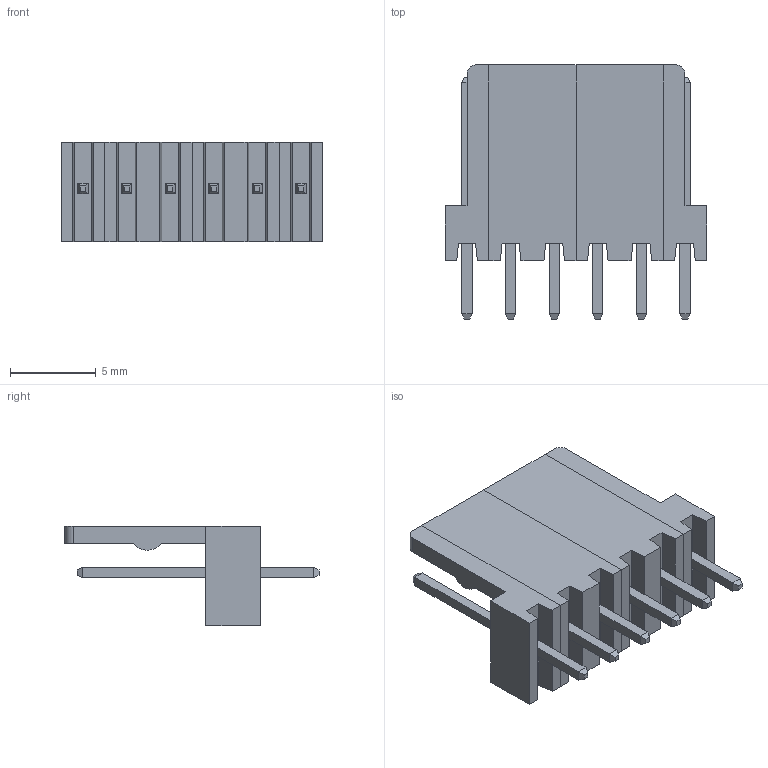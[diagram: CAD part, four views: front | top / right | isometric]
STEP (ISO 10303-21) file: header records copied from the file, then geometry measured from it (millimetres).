
FILE_DESCRIPTION(('STEP AP242'), '1');
FILE_NAME('ﾑﾍﾏ389-6ﾂﾏ22', '', ('UNSPECIFIED'), ('UNSPECIFIED'), 'ASCON STEP Converter 1.6', 'ASCON Math Kernel', '');
FILE_SCHEMA(('AP242_MANAGED_MODEL_BASED_3D_ENGINEERING_MIM_LF { 1 0 10303 442 1 1 4 }'));
Length unit declared in the file: millimetre
Products named in the file (4): ﾑﾍﾏ389-4ﾂﾏ22-1
Assembly tree (4 placements, depth 2):
  (unnamed)
    ﾑﾍﾏ389-4ﾂﾏ22-1
    ﾑﾍﾏ389-4ﾂﾏ22-1  x2
    ﾑﾍﾏ389-4ﾂﾏ22-1
Bounding box: 15.24 x 14.8 x 5.8 mm (x, y, z)
Volume: 379.5 mm3; surface area: 919.4 mm2
Topology: 4 solids, 4 shells, 176 faces, 420 edges, 264 vertices
Faces by surface type: plane 170, cylinder 6
Entity records: 4641 total; most frequent: CARTESIAN_POINT 603, ORIENTED_EDGE 584, DIRECTION 556, EDGE_CURVE 292, LINE 282, VECTOR 282, VERTEX_POINT 184, AXIS2_PLACEMENT_3D 137
